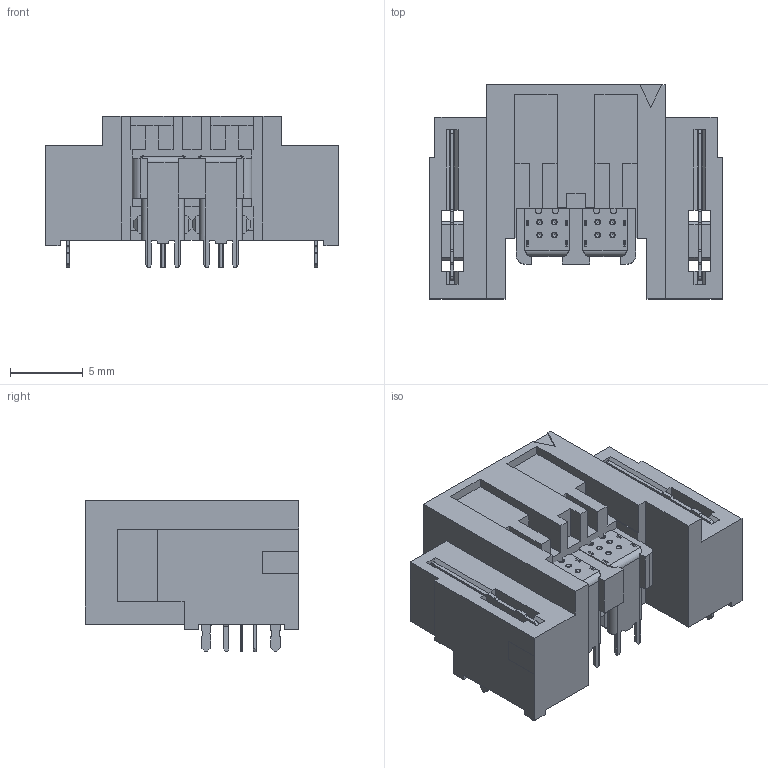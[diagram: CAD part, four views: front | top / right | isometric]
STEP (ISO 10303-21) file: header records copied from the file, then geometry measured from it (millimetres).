
FILE_DESCRIPTION(/* description */ ('STEP AP214'),/* implementation_level */ '2;1');
FILE_NAME(/* name */ 'IP5-02-01-L-S-RA1-L-TR',/* time_stamp */ '2025-10-16T11:33:03+02:00',/* author */ ('License CC BY-ND 4.0'),/* organization */ ('CADENAS'),/* preprocessor_version */ 'ST-DEVELOPER v20',/* originating_system */ 'PARTsolutions',/* authorisation */ ' ');
FILE_SCHEMA (('AUTOMOTIVE_DESIGN {1 0 10303 214 3 1 1}'));
Length unit declared in the file: inch
Products named in the file (3): IP5-02-01-L-S-RA1-L-TR; IP5-02-01-L-S-RA1-L-TR_t; IP5-01_pin
Assembly tree (3 placements, depth 2):
  IP5-02-01-L-S-RA1-L-TR
    IP5-02-01-L-S-RA1-L-TR_t
    IP5-01_pin  x2
Bounding box: 20.19 x 14.73 x 10.44 mm (x, y, z)
Volume: 1028.8 mm3; surface area: 3123.5 mm2
Topology: 3 solids, 7 shells, 1020 faces, 3008 edges, 1994 vertices
Faces by surface type: plane 740, cylinder 264, sphere 8, torus 8
Entity records: 24025 total; most frequent: CARTESIAN_POINT 4328, ORIENTED_EDGE 4254, DIRECTION 3903, EDGE_CURVE 2127, LINE 1749, VECTOR 1749, VERTEX_POINT 1414, AXIS2_PLACEMENT_3D 1077
